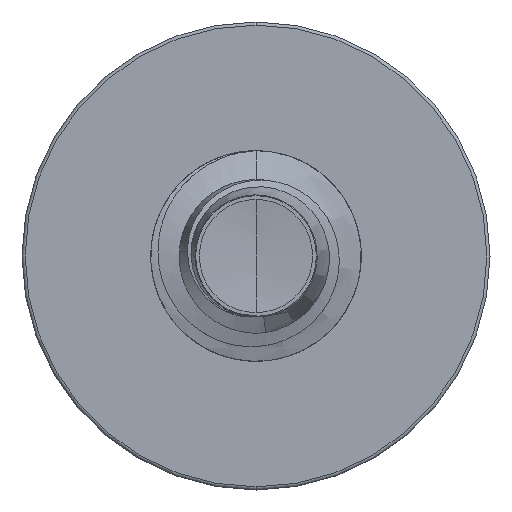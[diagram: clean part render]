
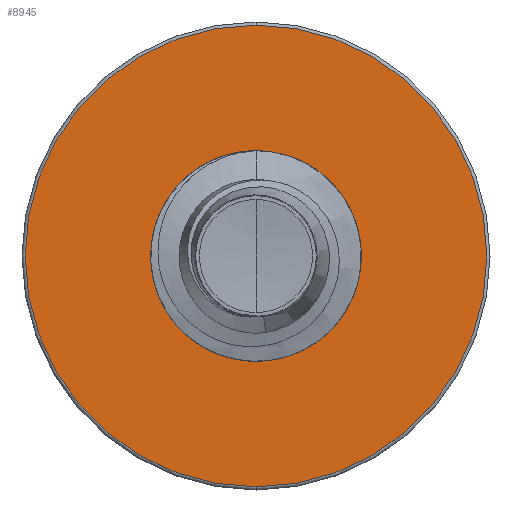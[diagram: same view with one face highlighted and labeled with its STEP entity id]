
A CAD part, front view. The second image highlights one B-rep face of the part: STEP entity #8945.
In plain terms, the highlighted planar face has unit normal (0, -1, 0).
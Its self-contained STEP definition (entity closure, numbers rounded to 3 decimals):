
#112 = VERTEX_POINT ( 'NONE', #8974 ) ;
#188 = EDGE_CURVE ( 'NONE', #9117, #7263, #11280, .T. ) ;
#292 = AXIS2_PLACEMENT_3D ( 'NONE', #7893, #1059, #9056 ) ;
#864 = EDGE_LOOP ( 'NONE', ( #8183, #4333 ) ) ;
#1059 = DIRECTION ( 'NONE',  ( 0., 1., 0. ) ) ;
#2364 = AXIS2_PLACEMENT_3D ( 'NONE', #12699, #5845, #13844 ) ;
#3444 = EDGE_CURVE ( 'NONE', #112, #11531, #6269, .T. ) ;
#4185 = CIRCLE ( 'NONE', #5854, 1.973 ) ;
#4333 = ORIENTED_EDGE ( 'NONE', *, *, #188, .T. ) ;
#5133 = CARTESIAN_POINT ( 'NONE',  ( 0., 5.5, 0. ) ) ;
#5137 = DIRECTION ( 'NONE',  ( 0., 0., 1. ) ) ;
#5228 = ORIENTED_EDGE ( 'NONE', *, *, #6746, .F. ) ;
#5578 = DIRECTION ( 'NONE',  ( 0., 1., 0. ) ) ;
#5845 = DIRECTION ( 'NONE',  ( 0., 1., 0. ) ) ;
#5854 = AXIS2_PLACEMENT_3D ( 'NONE', #5133, #13156, #6297 ) ;
#6269 = CIRCLE ( 'NONE', #292, 1.973 ) ;
#6297 = DIRECTION ( 'NONE',  ( 0., 0., 1. ) ) ;
#6746 = EDGE_CURVE ( 'NONE', #11531, #112, #4185, .T. ) ;
#7049 = FACE_OUTER_BOUND ( 'NONE', #8492, .T. ) ;
#7068 = CIRCLE ( 'NONE', #2364, 0.866 ) ;
#7263 = VERTEX_POINT ( 'NONE', #7481 ) ;
#7481 = CARTESIAN_POINT ( 'NONE',  ( 0., 5.5, 0.866 ) ) ;
#7515 = CARTESIAN_POINT ( 'NONE',  ( 0., 5.5, -1.973 ) ) ;
#7893 = CARTESIAN_POINT ( 'NONE',  ( 0., 5.5, 0. ) ) ;
#8183 = ORIENTED_EDGE ( 'NONE', *, *, #13148, .T. ) ;
#8492 = EDGE_LOOP ( 'NONE', ( #9864, #5228 ) ) ;
#8945 = ADVANCED_FACE ( 'NONE', ( #7049, #13145 ), #11939, .F. ) ;
#8974 = CARTESIAN_POINT ( 'NONE',  ( 0., 5.5, 1.973 ) ) ;
#9056 = DIRECTION ( 'NONE',  ( 0., 0., 1. ) ) ;
#9117 = VERTEX_POINT ( 'NONE', #10876 ) ;
#9689 = CARTESIAN_POINT ( 'NONE',  ( 0., 5.5, -0.866 ) ) ;
#9864 = ORIENTED_EDGE ( 'NONE', *, *, #3444, .F. ) ;
#10358 = AXIS2_PLACEMENT_3D ( 'NONE', #9689, #11986, #5137 ) ;
#10546 = AXIS2_PLACEMENT_3D ( 'NONE', #12430, #5578, #13587 ) ;
#10876 = CARTESIAN_POINT ( 'NONE',  ( 0., 5.5, -0.866 ) ) ;
#11280 = CIRCLE ( 'NONE', #10546, 0.866 ) ;
#11531 = VERTEX_POINT ( 'NONE', #7515 ) ;
#11939 = PLANE ( 'NONE',  #10358 ) ;
#11986 = DIRECTION ( 'NONE',  ( 0., 1., 0. ) ) ;
#12430 = CARTESIAN_POINT ( 'NONE',  ( 0., 5.5, 0. ) ) ;
#12699 = CARTESIAN_POINT ( 'NONE',  ( 0., 5.5, 0. ) ) ;
#13145 = FACE_BOUND ( 'NONE', #864, .T. ) ;
#13148 = EDGE_CURVE ( 'NONE', #7263, #9117, #7068, .T. ) ;
#13156 = DIRECTION ( 'NONE',  ( 0., 1., 0. ) ) ;
#13587 = DIRECTION ( 'NONE',  ( 0., 0., 1. ) ) ;
#13844 = DIRECTION ( 'NONE',  ( 0., 0., 1. ) ) ;
